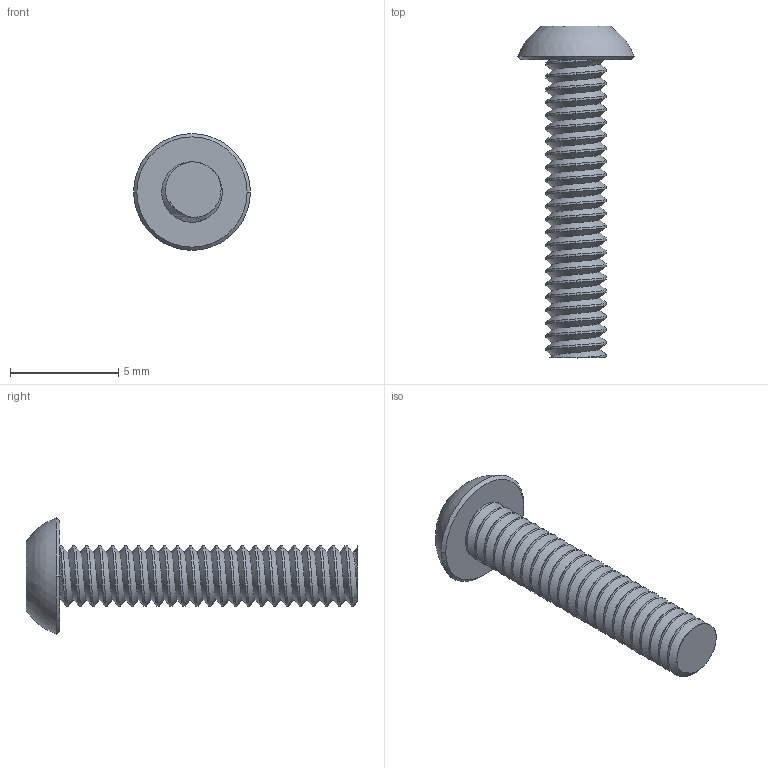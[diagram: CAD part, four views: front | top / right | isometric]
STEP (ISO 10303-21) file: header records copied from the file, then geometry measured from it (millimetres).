
FILE_DESCRIPTION (( 'STEP AP214' ), '1' );
FILE_NAME ('Bolt M3x14 Blue.STEP', '2022-02-11T12:52:24', ( '' ), ( '' ), 'SwSTEP 2.0', 'SolidWorks 2016', '' );
FILE_SCHEMA (( 'AUTOMOTIVE_DESIGN' ));
Length unit declared in the file: millimetre
Products named in the file (2): Bolt M3x14 Blue
Bounding box: 5.4 x 15.36 x 5.4 mm (x, y, z)
Volume: 93.2 mm3; surface area: 227.2 mm2
Topology: 1 solids, 1 shells, 62 faces, 172 edges, 115 vertices
Faces by surface type: cylinder 47, plane 10, bspline 3, cone 2
Entity records: 4466 total; most frequent: CARTESIAN_POINT 3124, ORIENTED_EDGE 344, DIRECTION 200, EDGE_CURVE 172, VERTEX_POINT 115, AXIS2_PLACEMENT_3D 67, VECTOR 66, LINE 66
